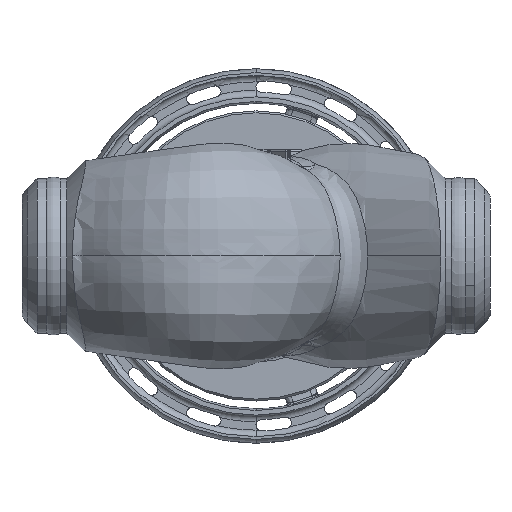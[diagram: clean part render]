
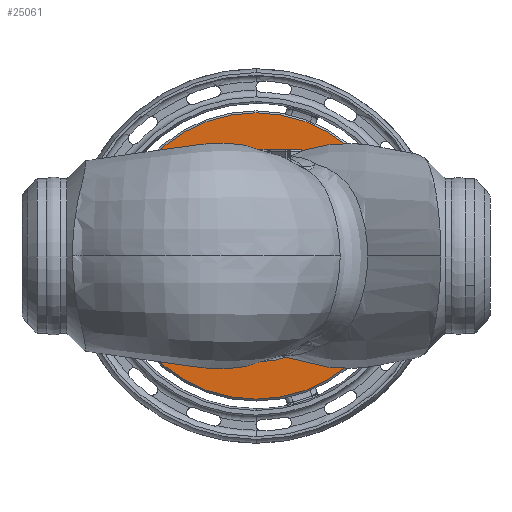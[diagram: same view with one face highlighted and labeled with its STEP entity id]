
A CAD part, front view. The second image highlights one B-rep face of the part: STEP entity #25061.
In plain terms, the highlighted planar face has unit normal (0, -1, 0).
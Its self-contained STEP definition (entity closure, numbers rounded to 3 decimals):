
#5040 = DIRECTION ( 'NONE',  ( 0., 0., 1. ) ) ;
#8047 = ORIENTED_EDGE ( 'NONE', *, *, #9901, .T. ) ;
#8446 = DIRECTION ( 'NONE',  ( 0., 1., 0. ) ) ;
#8780 = ORIENTED_EDGE ( 'NONE', *, *, #56311, .F. ) ;
#9901 = EDGE_CURVE ( 'NONE', #26343, #57559, #15634, .T. ) ;
#11428 = EDGE_CURVE ( 'NONE', #36977, #39706, #28817, .T. ) ;
#11816 = ORIENTED_EDGE ( 'NONE', *, *, #51229, .T. ) ;
#14137 = AXIS2_PLACEMENT_3D ( 'NONE', #65435, #35225, #5040 ) ;
#15405 = DIRECTION ( 'NONE',  ( 0., -1., 0. ) ) ;
#15634 = CIRCLE ( 'NONE', #14137, 153. ) ;
#22263 = AXIS2_PLACEMENT_3D ( 'NONE', #27916, #63205, #33001 ) ;
#23605 = CARTESIAN_POINT ( 'NONE',  ( 0., 180., -153. ) ) ;
#24575 = CARTESIAN_POINT ( 'NONE',  ( 0., 180., 153. ) ) ;
#25061 = ADVANCED_FACE ( 'NONE', ( #63836, #51968 ), #63586, .F. ) ;
#26343 = VERTEX_POINT ( 'NONE', #23605 ) ;
#27916 = CARTESIAN_POINT ( 'NONE',  ( 0., 180., 0. ) ) ;
#28562 = CARTESIAN_POINT ( 'NONE',  ( 0., 180., 0. ) ) ;
#28817 = CIRCLE ( 'NONE', #39060, 113.201 ) ;
#30360 = CARTESIAN_POINT ( 'NONE',  ( 0., 180., 113.201 ) ) ;
#33001 = DIRECTION ( 'NONE',  ( 0., 0., 1. ) ) ;
#33646 = DIRECTION ( 'NONE',  ( 0., 0., -1. ) ) ;
#35225 = DIRECTION ( 'NONE',  ( 0., -1., 0. ) ) ;
#36977 = VERTEX_POINT ( 'NONE', #64277 ) ;
#37285 = ORIENTED_EDGE ( 'NONE', *, *, #11428, .F. ) ;
#38669 = CARTESIAN_POINT ( 'NONE',  ( -155., 180., 0. ) ) ;
#39060 = AXIS2_PLACEMENT_3D ( 'NONE', #28562, #63840, #33646 ) ;
#39706 = VERTEX_POINT ( 'NONE', #30360 ) ;
#41531 = EDGE_LOOP ( 'NONE', ( #37285, #8780 ) ) ;
#43737 = DIRECTION ( 'NONE',  ( 0., 0., 1. ) ) ;
#44618 = CIRCLE ( 'NONE', #22263, 153. ) ;
#45610 = CARTESIAN_POINT ( 'NONE',  ( 0., 180., 0. ) ) ;
#48685 = AXIS2_PLACEMENT_3D ( 'NONE', #45610, #15405, #50679 ) ;
#50679 = DIRECTION ( 'NONE',  ( 0., 0., -1. ) ) ;
#51229 = EDGE_CURVE ( 'NONE', #57559, #26343, #44618, .T. ) ;
#51968 = FACE_BOUND ( 'NONE', #41531, .T. ) ;
#52439 = AXIS2_PLACEMENT_3D ( 'NONE', #38669, #8446, #43737 ) ;
#56311 = EDGE_CURVE ( 'NONE', #39706, #36977, #62954, .T. ) ;
#56966 = EDGE_LOOP ( 'NONE', ( #11816, #8047 ) ) ;
#57559 = VERTEX_POINT ( 'NONE', #24575 ) ;
#62954 = CIRCLE ( 'NONE', #48685, 113.201 ) ;
#63205 = DIRECTION ( 'NONE',  ( 0., -1., 0. ) ) ;
#63586 = PLANE ( 'NONE',  #52439 ) ;
#63836 = FACE_OUTER_BOUND ( 'NONE', #56966, .T. ) ;
#63840 = DIRECTION ( 'NONE',  ( 0., -1., 0. ) ) ;
#64277 = CARTESIAN_POINT ( 'NONE',  ( 0., 180., -113.201 ) ) ;
#65435 = CARTESIAN_POINT ( 'NONE',  ( 0., 180., 0. ) ) ;
